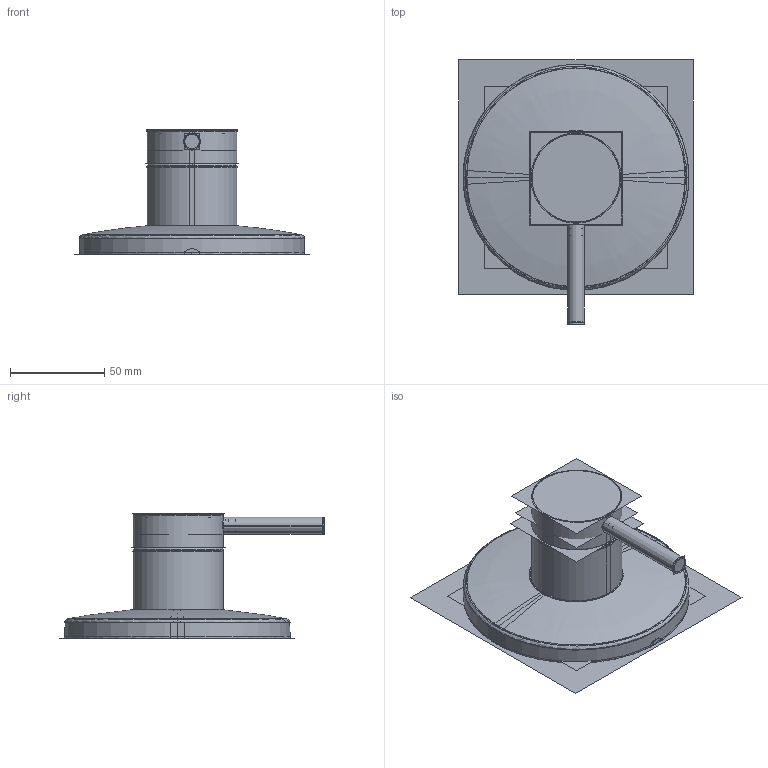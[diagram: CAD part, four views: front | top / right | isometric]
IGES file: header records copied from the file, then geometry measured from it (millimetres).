
Start section:  PTC IGES file: a42621.igs
Global section: file name: a42621.igs; native system: Creo Parametric by PTC Inc.; preprocessor: 2017380; author: enes.cakir; organization: Unknown; date: 20190117.113610; units: millimetre
Bounding box: 124.8 x 140.52 x 66.61 mm (x, y, z)
Surface area: 171984.1 mm2 (no closed solid volume)
Topology: 0 solids, 0 shells, 688 faces, 9800 edges, 12855 vertices
Faces by surface type: revolution 388, bspline 300
